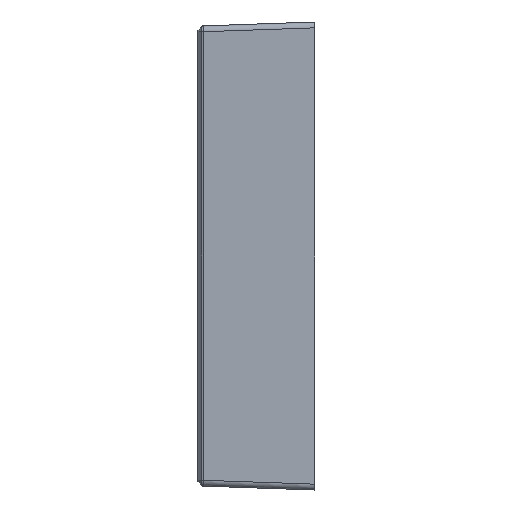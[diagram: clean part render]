
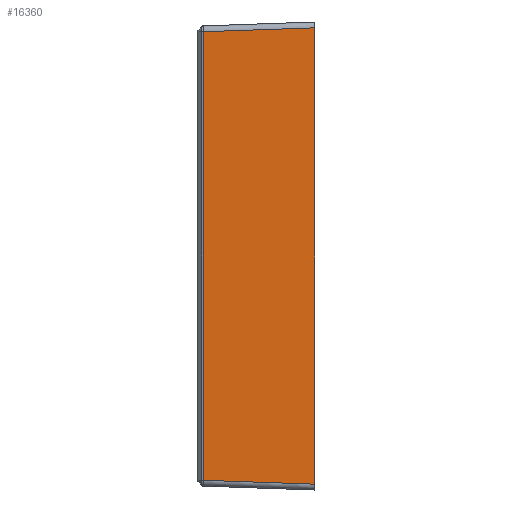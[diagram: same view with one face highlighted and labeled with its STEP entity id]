
A CAD part, left-side view. The second image highlights one B-rep face of the part: STEP entity #16360.
In plain terms, the highlighted planar face has unit normal (-0.999, 0.035, 0).
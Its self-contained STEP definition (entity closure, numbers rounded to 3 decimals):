
#483 = ORIENTED_EDGE ( 'NONE', *, *, #9537, .T. ) ;
#488 = EDGE_CURVE ( 'NONE', #6121, #3686, #10397, .T. ) ;
#1396 = CARTESIAN_POINT ( 'NONE',  ( -299.992, 0., 394.987 ) ) ;
#2359 = ORIENTED_EDGE ( 'NONE', *, *, #3698, .T. ) ;
#2537 = EDGE_LOOP ( 'NONE', ( #2359, #9595, #12768, #483 ) ) ;
#3686 = VERTEX_POINT ( 'NONE', #10450 ) ;
#3698 = EDGE_CURVE ( 'NONE', #5846, #12156, #7422, .T. ) ;
#4778 = VECTOR ( 'NONE', #7648, 1000. ) ;
#5175 = LINE ( 'NONE', #7090, #8543 ) ;
#5345 = AXIS2_PLACEMENT_3D ( 'NONE', #6297, #15176, #7595 ) ;
#5593 = CARTESIAN_POINT ( 'NONE',  ( -296.506, 99.826, 391.501 ) ) ;
#5846 = VERTEX_POINT ( 'NONE', #1396 ) ;
#6121 = VERTEX_POINT ( 'NONE', #11178 ) ;
#6297 = CARTESIAN_POINT ( 'NONE',  ( -296.5, 100., 396.492 ) ) ;
#6666 = FACE_OUTER_BOUND ( 'NONE', #2537, .T. ) ;
#7090 = CARTESIAN_POINT ( 'NONE',  ( -296.669, 95.175, 8.349 ) ) ;
#7422 = LINE ( 'NONE', #5593, #14143 ) ;
#7595 = DIRECTION ( 'NONE',  ( 0., 0., -1. ) ) ;
#7648 = DIRECTION ( 'NONE',  ( 0., 0., 1. ) ) ;
#7952 = EDGE_CURVE ( 'NONE', #12156, #6121, #5175, .T. ) ;
#8092 = CARTESIAN_POINT ( 'NONE',  ( -296.028, 113.516, 8.961 ) ) ;
#8543 = VECTOR ( 'NONE', #8597, 1000. ) ;
#8597 = DIRECTION ( 'NONE',  ( 0., 0., -1. ) ) ;
#9537 = EDGE_CURVE ( 'NONE', #3686, #5846, #11532, .T. ) ;
#9595 = ORIENTED_EDGE ( 'NONE', *, *, #7952, .T. ) ;
#10397 = LINE ( 'NONE', #8092, #13772 ) ;
#10450 = CARTESIAN_POINT ( 'NONE',  ( -299.992, 0., 4.997 ) ) ;
#11178 = CARTESIAN_POINT ( 'NONE',  ( -296.669, 95.175, 8.321 ) ) ;
#11532 = LINE ( 'NONE', #15236, #4778 ) ;
#12156 = VERTEX_POINT ( 'NONE', #13808 ) ;
#12768 = ORIENTED_EDGE ( 'NONE', *, *, #488, .T. ) ;
#13772 = VECTOR ( 'NONE', #15684, 1000. ) ;
#13808 = CARTESIAN_POINT ( 'NONE',  ( -296.669, 95.175, 391.664 ) ) ;
#14143 = VECTOR ( 'NONE', #14440, 1000. ) ;
#14440 = DIRECTION ( 'NONE',  ( 0.035, 0.999, -0.035 ) ) ;
#15122 = PLANE ( 'NONE',  #5345 ) ;
#15176 = DIRECTION ( 'NONE',  ( -0.999, 0.035, 0. ) ) ;
#15236 = CARTESIAN_POINT ( 'NONE',  ( -299.992, 0., 396.492 ) ) ;
#15684 = DIRECTION ( 'NONE',  ( -0.035, -0.999, -0.035 ) ) ;
#16360 = ADVANCED_FACE ( 'NONE', ( #6666 ), #15122, .T. ) ;
